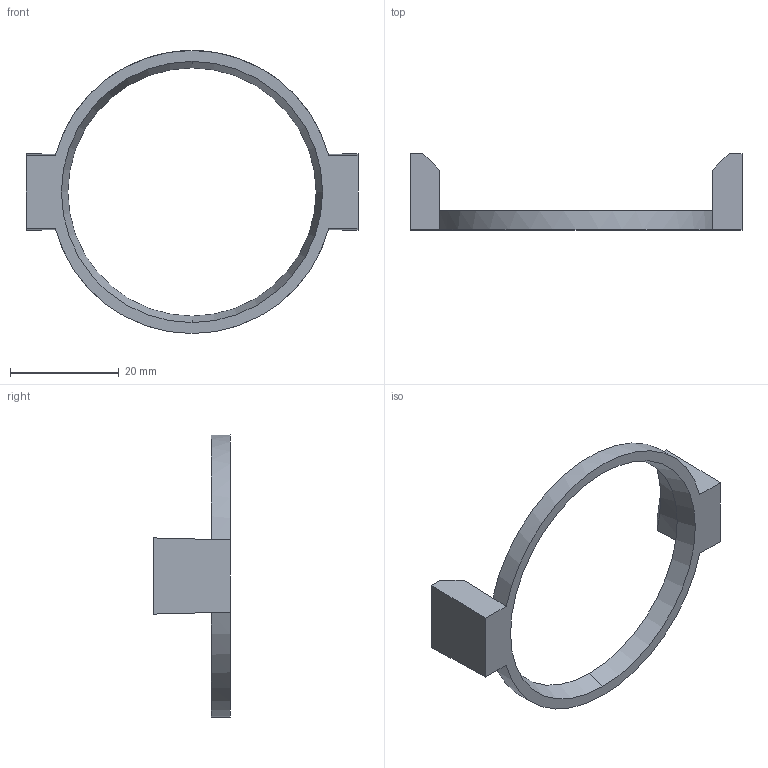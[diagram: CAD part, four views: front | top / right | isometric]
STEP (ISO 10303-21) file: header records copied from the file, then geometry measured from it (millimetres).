
FILE_DESCRIPTION (( 'STEP AP203' ), '1' );
FILE_NAME ('Entretoise cylindre 2.STEP', '2021-01-18T20:14:57', ( '' ), ( '' ), 'SwSTEP 2.0', 'SolidWorks 2019', '' );
FILE_SCHEMA (( 'CONFIG_CONTROL_DESIGN' ));
Length unit declared in the file: millimetre
Products named in the file (1): Entretoise cylindre 2
Bounding box: 61 x 14 x 52 mm (x, y, z)
Volume: 3115.5 mm3; surface area: 2995.1 mm2
Topology: 1 solids, 1 shells, 19 faces, 47 edges, 30 vertices
Faces by surface type: plane 10, cylinder 5, cone 4
Entity records: 650 total; most frequent: CARTESIAN_POINT 133, ORIENTED_EDGE 94, DIRECTION 91, EDGE_CURVE 47, AXIS2_PLACEMENT_3D 36, VERTEX_POINT 30, EDGE_LOOP 21, ADVANCED_FACE 19
